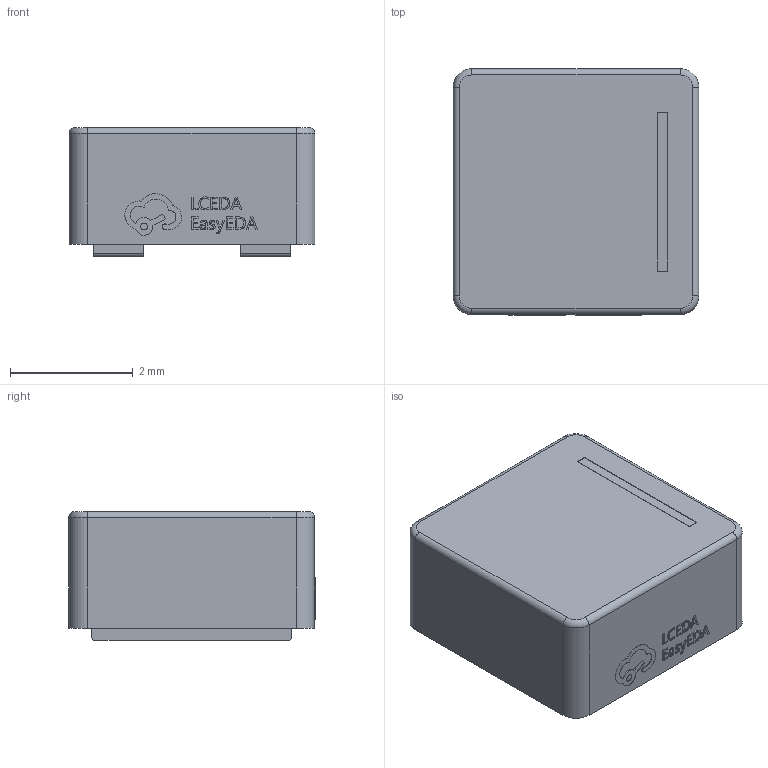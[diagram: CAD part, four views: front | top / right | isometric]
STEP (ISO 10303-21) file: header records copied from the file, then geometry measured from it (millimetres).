
FILE_DESCRIPTION (( 'STEP AP214' ), '1' );
FILE_NAME ('IND-SMD_L4.0-W4.0_XFL4020-102MEB.STEP', '2025-02-26T12:02:13', ( '' ), ( '' ), 'SwSTEP 2.0', 'SolidWorks 2020', '' );
FILE_SCHEMA (( 'AUTOMOTIVE_DESIGN' ));
Length unit declared in the file: millimetre
Products named in the file (1): IND-SMD_L4.0-W4.0_XFL4020-102MEB
Bounding box: 4 x 4.01 x 2.1 mm (x, y, z)
Volume: 31.3 mm3; surface area: 64 mm2
Topology: 1 solids, 1 shells, 261 faces, 703 edges, 466 vertices
Faces by surface type: plane 147, bspline 98, cylinder 12, torus 4
Entity records: 11538 total; most frequent: CARTESIAN_POINT 2737, ORIENTED_EDGE 1406, DIRECTION 859, EDGE_CURVE 703, LINE 475, VECTOR 475, VERTEX_POINT 466, EDGE_LOOP 283
